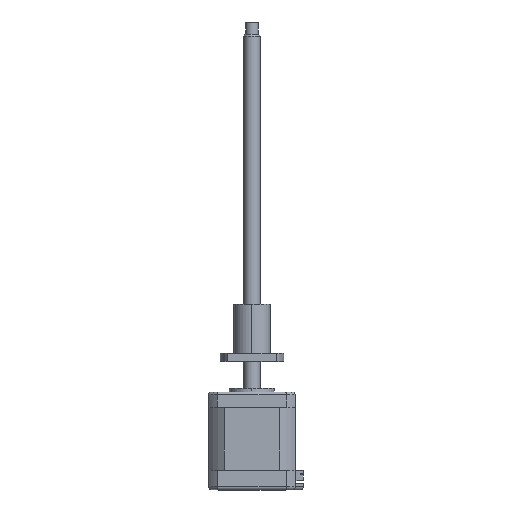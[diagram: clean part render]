
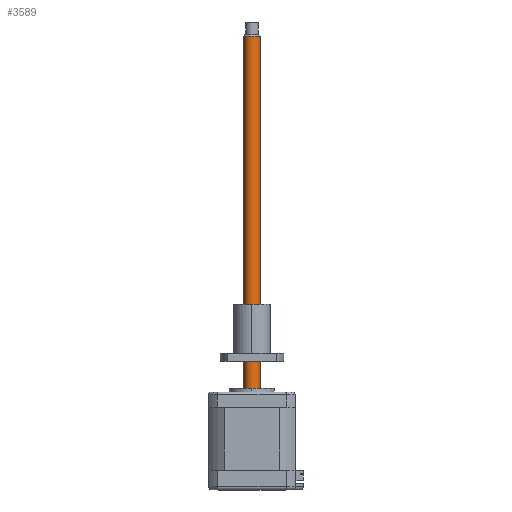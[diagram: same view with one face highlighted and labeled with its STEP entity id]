
A CAD part, top view. The second image highlights one B-rep face of the part: STEP entity #3589.
In plain terms, the highlighted cylindrical face has radius 4 mm (diameter 8 mm), a partial arc.
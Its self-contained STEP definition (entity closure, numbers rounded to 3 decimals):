
#2554 = EDGE_CURVE ( 'NONE', #19481, #16780, #30646, .T. ) ;
#3589 = ADVANCED_FACE ( 'NONE', ( #30511 ), #10372, .T. ) ;
#4992 = DIRECTION ( 'NONE',  ( -0.999, 0., 0.044 ) ) ;
#5125 = DIRECTION ( 'NONE',  ( 0., -1., 0. ) ) ;
#7252 = CARTESIAN_POINT ( 'NONE',  ( -4.709, 197.093, 16.638 ) ) ;
#7733 = EDGE_CURVE ( 'NONE', #13264, #16780, #29080, .T. ) ;
#7842 = DIRECTION ( 'NONE',  ( -0.999, 0., 0.044 ) ) ;
#8041 = AXIS2_PLACEMENT_3D ( 'NONE', #15925, #5125, #4992 ) ;
#8314 = CARTESIAN_POINT ( 'NONE',  ( -0.713, 196.093, 16.462 ) ) ;
#8384 = DIRECTION ( 'NONE',  ( 0., -1., 0. ) ) ;
#9489 = ORIENTED_EDGE ( 'NONE', *, *, #2554, .T. ) ;
#9595 = EDGE_CURVE ( 'NONE', #21089, #13264, #33736, .T. ) ;
#9935 = CIRCLE ( 'NONE', #33894, 4. ) ;
#10372 = CYLINDRICAL_SURFACE ( 'NONE', #15592, 4. ) ;
#10671 = CARTESIAN_POINT ( 'NONE',  ( -8.705, 22.093, 16.814 ) ) ;
#10945 = DIRECTION ( 'NONE',  ( 0., -1., 0. ) ) ;
#13264 = VERTEX_POINT ( 'NONE', #18812 ) ;
#13737 = DIRECTION ( 'NONE',  ( 0.999, 0., -0.044 ) ) ;
#15592 = AXIS2_PLACEMENT_3D ( 'NONE', #7252, #29449, #7842 ) ;
#15925 = CARTESIAN_POINT ( 'NONE',  ( -4.709, 22.093, 16.638 ) ) ;
#16780 = VERTEX_POINT ( 'NONE', #10671 ) ;
#17960 = DIRECTION ( 'NONE',  ( 0., -1., 0. ) ) ;
#18812 = CARTESIAN_POINT ( 'NONE',  ( -0.713, 22.093, 16.462 ) ) ;
#19481 = VERTEX_POINT ( 'NONE', #20886 ) ;
#20886 = CARTESIAN_POINT ( 'NONE',  ( -8.705, 196.093, 16.814 ) ) ;
#21089 = VERTEX_POINT ( 'NONE', #8314 ) ;
#22047 = CARTESIAN_POINT ( 'NONE',  ( -8.705, 197.093, 16.814 ) ) ;
#23401 = ORIENTED_EDGE ( 'NONE', *, *, #7733, .F. ) ;
#24908 = VECTOR ( 'NONE', #10945, 1000. ) ;
#25161 = CARTESIAN_POINT ( 'NONE',  ( -4.709, 196.093, 16.638 ) ) ;
#26329 = EDGE_CURVE ( 'NONE', #21089, #19481, #9935, .T. ) ;
#28086 = EDGE_LOOP ( 'NONE', ( #29033, #31380, #9489, #23401 ) ) ;
#29033 = ORIENTED_EDGE ( 'NONE', *, *, #9595, .F. ) ;
#29080 = CIRCLE ( 'NONE', #8041, 4. ) ;
#29449 = DIRECTION ( 'NONE',  ( 0., -1., 0. ) ) ;
#30511 = FACE_OUTER_BOUND ( 'NONE', #28086, .T. ) ;
#30646 = LINE ( 'NONE', #22047, #24908 ) ;
#31380 = ORIENTED_EDGE ( 'NONE', *, *, #26329, .T. ) ;
#33736 = LINE ( 'NONE', #35197, #35068 ) ;
#33894 = AXIS2_PLACEMENT_3D ( 'NONE', #25161, #8384, #13737 ) ;
#35068 = VECTOR ( 'NONE', #17960, 1000. ) ;
#35197 = CARTESIAN_POINT ( 'NONE',  ( -0.713, 197.093, 16.462 ) ) ;
